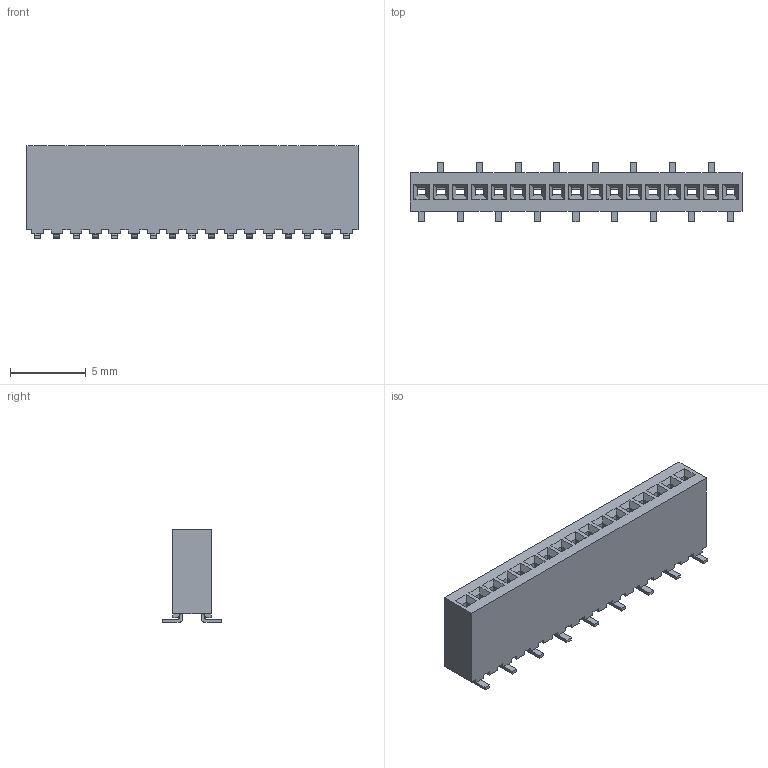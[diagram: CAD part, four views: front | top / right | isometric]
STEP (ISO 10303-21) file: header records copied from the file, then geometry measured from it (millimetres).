
FILE_DESCRIPTION(('FreeCAD Model'),'2;1');
FILE_NAME('Open CASCADE Shape Model','2025-01-14T14:34:13',(''),(''), 'Open CASCADE STEP processor 7.8','FreeCAD','Unknown');
FILE_SCHEMA(('AUTOMOTIVE_DESIGN { 1 0 10303 214 1 1 1 1 }'));
Length unit declared in the file: millimetre
Products named in the file (4): RSM-117-02-STL-S; RSM-117-02-S_socket; C-64-02-17-SSTL; C-64-02-17-SSTL2
Assembly tree (3 placements, depth 2):
  RSM-117-02-STL-S
    RSM-117-02-S_socket
    C-64-02-17-SSTL
    C-64-02-17-SSTL2
Bounding box: 21.84 x 3.94 x 6.1 mm (x, y, z)
Volume: 424 mm3; surface area: 1107.4 mm2
Topology: 3 solids, 3 shells, 647 faces, 1906 edges, 1248 vertices
Faces by surface type: plane 579, cylinder 68
Entity records: 21429 total; most frequent: ORIENTED_EDGE 3812, CARTESIAN_POINT 3805, DIRECTION 3344, EDGE_CURVE 1906, LINE 1770, VECTOR 1770, VERTEX_POINT 1248, AXIS2_PLACEMENT_3D 787
